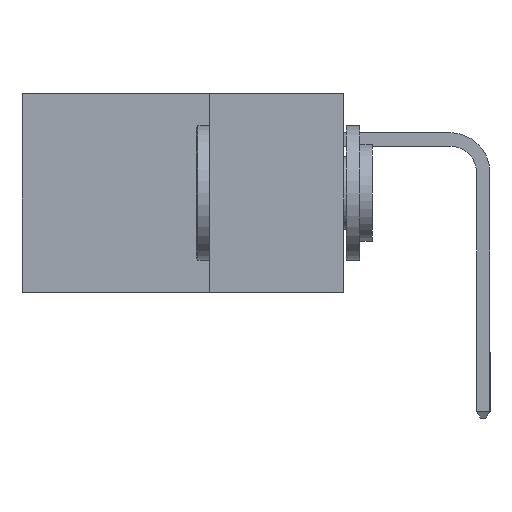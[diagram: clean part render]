
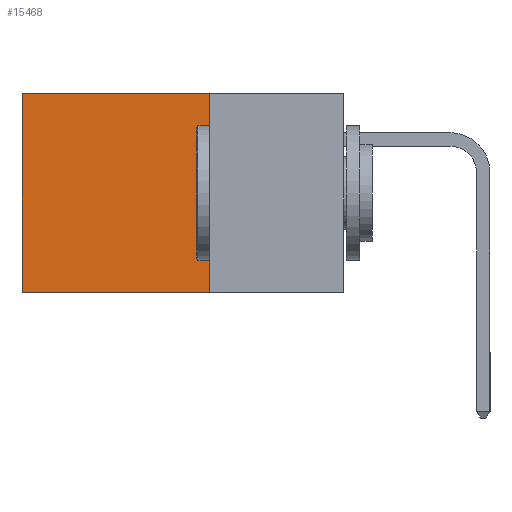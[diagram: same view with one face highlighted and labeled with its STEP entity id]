
A CAD part, left-side view. The second image highlights one B-rep face of the part: STEP entity #15468.
In plain terms, the highlighted planar face has unit normal (-1, 0, 0).
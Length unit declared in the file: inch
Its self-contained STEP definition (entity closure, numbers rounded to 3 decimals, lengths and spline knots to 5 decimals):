
#356 = EDGE_CURVE ( 'NONE', #9398, #15264, #14462, .T. ) ;
#730 = VECTOR ( 'NONE', #9230, 39.37008 ) ;
#869 = EDGE_CURVE ( 'NONE', #13872, #15264, #11013, .T. ) ;
#987 = CARTESIAN_POINT ( 'NONE',  ( 0.2615, 0.6, 0. ) ) ;
#2669 = CARTESIAN_POINT ( 'NONE',  ( 0.2615, 0.25, -0.37 ) ) ;
#4301 = VECTOR ( 'NONE', #10085, 39.37008 ) ;
#4986 = CARTESIAN_POINT ( 'NONE',  ( 0.2615, 0.25, -0.37 ) ) ;
#5175 = LINE ( 'NONE', #16120, #17361 ) ;
#6751 = ORIENTED_EDGE ( 'NONE', *, *, #869, .F. ) ;
#7665 = FACE_OUTER_BOUND ( 'NONE', #16209, .T. ) ;
#8827 = CARTESIAN_POINT ( 'NONE',  ( 0.2615, 0.6, -0.37 ) ) ;
#9230 = DIRECTION ( 'NONE',  ( 0., 1., 0. ) ) ;
#9398 = VERTEX_POINT ( 'NONE', #987 ) ;
#9596 = DIRECTION ( 'NONE',  ( 0., 0., -1. ) ) ;
#10004 = ORIENTED_EDGE ( 'NONE', *, *, #15282, .F. ) ;
#10085 = DIRECTION ( 'NONE',  ( 0., 0., -1. ) ) ;
#10452 = DIRECTION ( 'NONE',  ( 1., 0., 0. ) ) ;
#11013 = LINE ( 'NONE', #2669, #730 ) ;
#11235 = CARTESIAN_POINT ( 'NONE',  ( 0.2615, 0.25, -0.37 ) ) ;
#11891 = CARTESIAN_POINT ( 'NONE',  ( 0.2615, 0.25, 0. ) ) ;
#12032 = VERTEX_POINT ( 'NONE', #11891 ) ;
#12959 = CARTESIAN_POINT ( 'NONE',  ( 0.2615, 0.25, -0.37 ) ) ;
#13686 = EDGE_CURVE ( 'NONE', #12032, #9398, #5175, .T. ) ;
#13760 = AXIS2_PLACEMENT_3D ( 'NONE', #4986, #10452, #14572 ) ;
#13872 = VERTEX_POINT ( 'NONE', #11235 ) ;
#14128 = LINE ( 'NONE', #12959, #4301 ) ;
#14365 = ORIENTED_EDGE ( 'NONE', *, *, #356, .T. ) ;
#14462 = LINE ( 'NONE', #14902, #14512 ) ;
#14512 = VECTOR ( 'NONE', #9596, 39.37008 ) ;
#14572 = DIRECTION ( 'NONE',  ( 0., 0., -1. ) ) ;
#14686 = DIRECTION ( 'NONE',  ( 0., 1., 0. ) ) ;
#14902 = CARTESIAN_POINT ( 'NONE',  ( 0.2615, 0.6, -0.37 ) ) ;
#15264 = VERTEX_POINT ( 'NONE', #8827 ) ;
#15282 = EDGE_CURVE ( 'NONE', #12032, #13872, #14128, .T. ) ;
#15468 = ADVANCED_FACE ( 'NONE', ( #7665 ), #17265, .F. ) ;
#15844 = ORIENTED_EDGE ( 'NONE', *, *, #13686, .T. ) ;
#16120 = CARTESIAN_POINT ( 'NONE',  ( 0.2615, 0.25, 0. ) ) ;
#16209 = EDGE_LOOP ( 'NONE', ( #14365, #6751, #10004, #15844 ) ) ;
#17265 = PLANE ( 'NONE',  #13760 ) ;
#17361 = VECTOR ( 'NONE', #14686, 39.37008 ) ;
